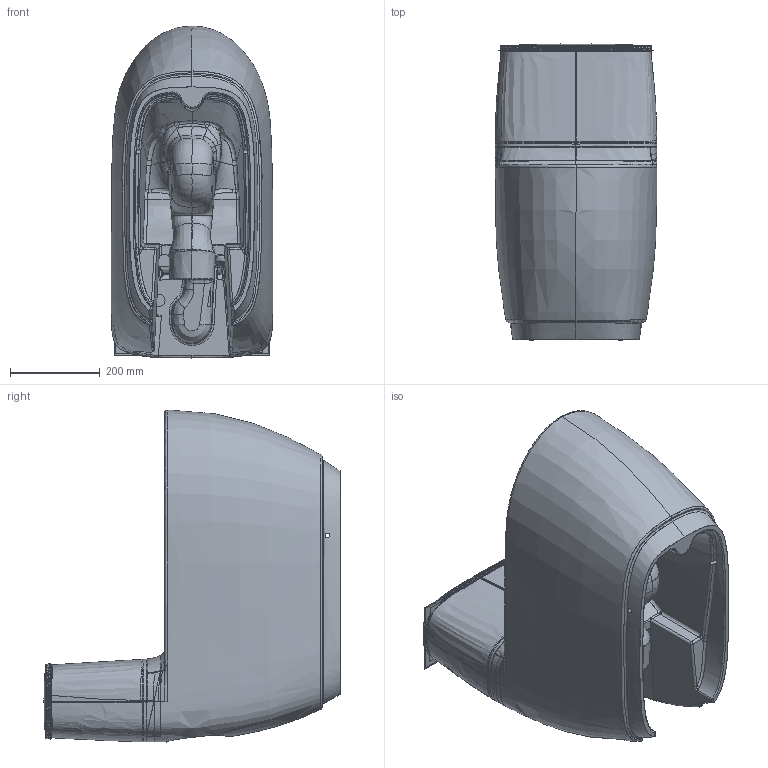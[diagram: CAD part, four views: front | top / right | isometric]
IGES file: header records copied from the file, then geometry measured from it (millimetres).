
Start section:  PTC IGES file: C1052Ceramic.igs
Global section: file name: C1052Ceramic.igs; native system: Creo Parametric by PTC Inc.; preprocessor: 2019224; author: 10128439; organization: Unknown; date: 20191231.113837; units: millimetre
Bounding box: 359.9 x 658.84 x 738.91 mm (x, y, z)
Surface area: 3206180.6 mm2 (no closed solid volume)
Topology: 0 solids, 0 shells, 1231 faces, 7840 edges, 8595 vertices
Faces by surface type: bspline 1031, revolution 170, extrusion 30
